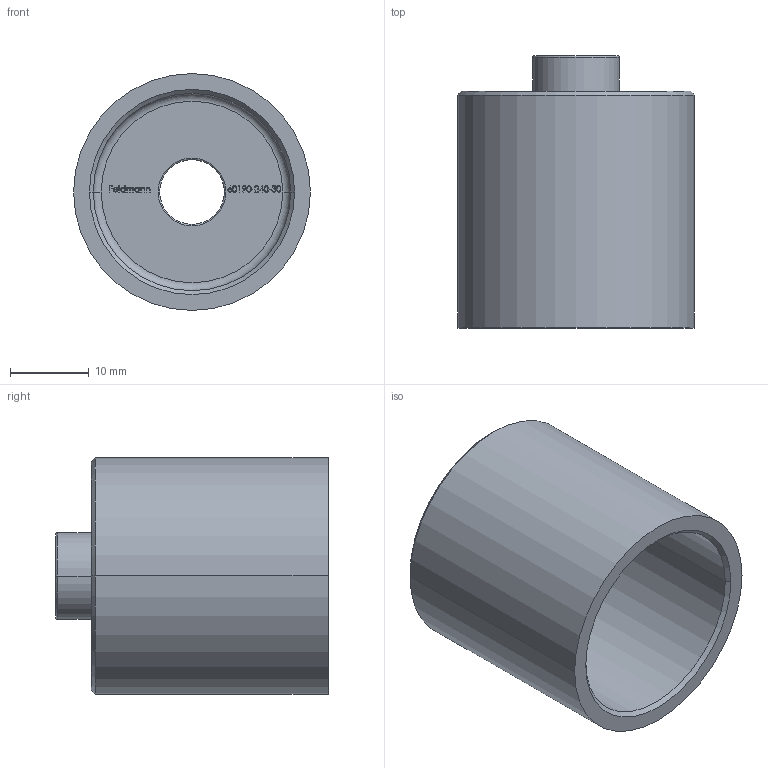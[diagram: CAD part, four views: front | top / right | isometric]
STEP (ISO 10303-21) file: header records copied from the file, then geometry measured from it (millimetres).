
FILE_DESCRIPTION (( 'STEP AP203' ), '1' );
FILE_NAME ('60190-240-30.step', '2020-10-26T15:01:59', ( '' ), ( '' ), 'SwSTEP 2.0', 'SolidWorks 2018', '' );
FILE_SCHEMA (( 'CONFIG_CONTROL_DESIGN' ));
Length unit declared in the file: millimetre
Products named in the file (2): 60190-240-30
Bounding box: 30 x 34.5 x 30 mm (x, y, z)
Volume: 7536.5 mm3; surface area: 6567 mm2
Topology: 1 solids, 1 shells, 272 faces, 704 edges, 466 vertices
Faces by surface type: plane 130, bspline 122, cylinder 8, torus 6, cone 6
Entity records: 15539 total; most frequent: CARTESIAN_POINT 9534, ORIENTED_EDGE 1408, DIRECTION 800, EDGE_CURVE 704, VERTEX_POINT 466, LINE 424, VECTOR 424, EDGE_LOOP 306
